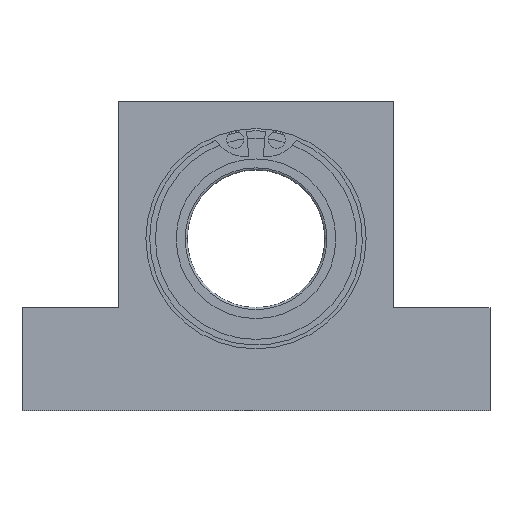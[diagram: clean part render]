
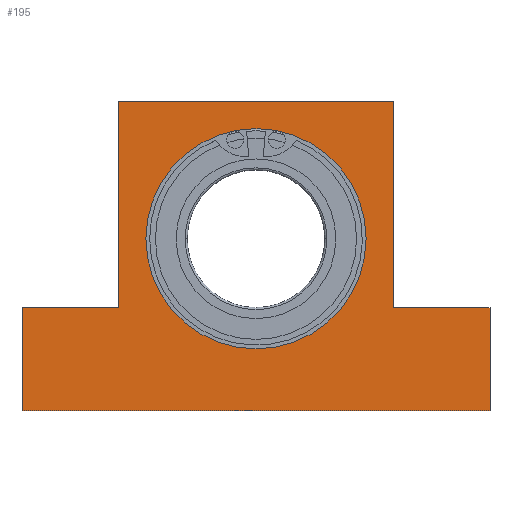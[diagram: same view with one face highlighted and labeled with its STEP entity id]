
A CAD part, top view. The second image highlights one B-rep face of the part: STEP entity #195.
In plain terms, the highlighted planar face has unit normal (0, 0, 1).
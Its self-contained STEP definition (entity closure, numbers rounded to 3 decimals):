
#195 = ADVANCED_FACE( '', ( #291, #292 ), #293, .T. );
#291 = FACE_BOUND( '', #436, .T. );
#292 = FACE_OUTER_BOUND( '', #437, .T. );
#293 = PLANE( '', #438 );
#436 = EDGE_LOOP( '', ( #707, #708 ) );
#437 = EDGE_LOOP( '', ( #709, #710, #711, #712, #713, #714, #715, #716 ) );
#438 = AXIS2_PLACEMENT_3D( '', #717, #718, #719 );
#707 = ORIENTED_EDGE( '', *, *, #1055, .T. );
#708 = ORIENTED_EDGE( '', *, *, #1021, .T. );
#709 = ORIENTED_EDGE( '', *, *, #1079, .T. );
#710 = ORIENTED_EDGE( '', *, *, #1058, .T. );
#711 = ORIENTED_EDGE( '', *, *, #1062, .T. );
#712 = ORIENTED_EDGE( '', *, *, #1065, .T. );
#713 = ORIENTED_EDGE( '', *, *, #1068, .T. );
#714 = ORIENTED_EDGE( '', *, *, #1071, .T. );
#715 = ORIENTED_EDGE( '', *, *, #1074, .T. );
#716 = ORIENTED_EDGE( '', *, *, #1077, .T. );
#717 = CARTESIAN_POINT( '', ( 0., 0., 6.5 ) );
#718 = DIRECTION( '', ( 0., 0., 1. ) );
#719 = DIRECTION( '', ( 1., 0., 0. ) );
#1021 = EDGE_CURVE( '', #1176, #1173, #1177, .T. );
#1055 = EDGE_CURVE( '', #1173, #1176, #1232, .T. );
#1058 = EDGE_CURVE( '', #1238, #1236, #1239, .T. );
#1062 = EDGE_CURVE( '', #1236, #1243, #1245, .T. );
#1065 = EDGE_CURVE( '', #1243, #1248, #1250, .T. );
#1068 = EDGE_CURVE( '', #1248, #1253, #1255, .T. );
#1071 = EDGE_CURVE( '', #1253, #1258, #1260, .T. );
#1074 = EDGE_CURVE( '', #1258, #1263, #1265, .T. );
#1077 = EDGE_CURVE( '', #1263, #1268, #1270, .T. );
#1079 = EDGE_CURVE( '', #1268, #1238, #1272, .T. );
#1173 = VERTEX_POINT( '', #1429 );
#1176 = VERTEX_POINT( '', #1433 );
#1177 = CIRCLE( '', #1434, 16. );
#1232 = CIRCLE( '', #1500, 16. );
#1236 = VERTEX_POINT( '', #1505 );
#1238 = VERTEX_POINT( '', #1508 );
#1239 = LINE( '', #1509, #1510 );
#1243 = VERTEX_POINT( '', #1516 );
#1245 = LINE( '', #1519, #1520 );
#1248 = VERTEX_POINT( '', #1524 );
#1250 = LINE( '', #1527, #1528 );
#1253 = VERTEX_POINT( '', #1532 );
#1255 = LINE( '', #1535, #1536 );
#1258 = VERTEX_POINT( '', #1540 );
#1260 = LINE( '', #1543, #1544 );
#1263 = VERTEX_POINT( '', #1548 );
#1265 = LINE( '', #1551, #1552 );
#1268 = VERTEX_POINT( '', #1556 );
#1270 = LINE( '', #1559, #1560 );
#1272 = LINE( '', #1563, #1564 );
#1429 = CARTESIAN_POINT( '', ( 0., 16., 6.5 ) );
#1433 = CARTESIAN_POINT( '', ( 0., -16., 6.5 ) );
#1434 = AXIS2_PLACEMENT_3D( '', #1750, #1751, #1752 );
#1500 = AXIS2_PLACEMENT_3D( '', #1830, #1831, #1832 );
#1505 = CARTESIAN_POINT( '', ( 34., -10., 6.5 ) );
#1508 = CARTESIAN_POINT( '', ( 34., -25., 6.5 ) );
#1509 = CARTESIAN_POINT( '', ( 34., -25., 6.5 ) );
#1510 = VECTOR( '', #1835, 1. );
#1516 = CARTESIAN_POINT( '', ( 20., -10., 6.5 ) );
#1519 = CARTESIAN_POINT( '', ( 34., -10., 6.5 ) );
#1520 = VECTOR( '', #1839, 1. );
#1524 = CARTESIAN_POINT( '', ( 20., 20., 6.5 ) );
#1527 = CARTESIAN_POINT( '', ( 20., -10., 6.5 ) );
#1528 = VECTOR( '', #1842, 1. );
#1532 = CARTESIAN_POINT( '', ( -20., 20., 6.5 ) );
#1535 = CARTESIAN_POINT( '', ( 20., 20., 6.5 ) );
#1536 = VECTOR( '', #1845, 1. );
#1540 = CARTESIAN_POINT( '', ( -20., -10., 6.5 ) );
#1543 = CARTESIAN_POINT( '', ( -20., 20., 6.5 ) );
#1544 = VECTOR( '', #1848, 1. );
#1548 = CARTESIAN_POINT( '', ( -34., -10., 6.5 ) );
#1551 = CARTESIAN_POINT( '', ( -20., -10., 6.5 ) );
#1552 = VECTOR( '', #1851, 1. );
#1556 = CARTESIAN_POINT( '', ( -34., -25., 6.5 ) );
#1559 = CARTESIAN_POINT( '', ( -34., -10., 6.5 ) );
#1560 = VECTOR( '', #1854, 1. );
#1563 = CARTESIAN_POINT( '', ( -34., -25., 6.5 ) );
#1564 = VECTOR( '', #1856, 1. );
#1750 = CARTESIAN_POINT( '', ( 0., 0., 6.5 ) );
#1751 = DIRECTION( '', ( 0., 0., -1. ) );
#1752 = DIRECTION( '', ( 0., 1., 0. ) );
#1830 = CARTESIAN_POINT( '', ( 0., 0., 6.5 ) );
#1831 = DIRECTION( '', ( 0., 0., -1. ) );
#1832 = DIRECTION( '', ( 0., 1., 0. ) );
#1835 = DIRECTION( '', ( 0., 1., 0. ) );
#1839 = DIRECTION( '', ( -1., 0., 0. ) );
#1842 = DIRECTION( '', ( 0., 1., 0. ) );
#1845 = DIRECTION( '', ( -1., 0., 0. ) );
#1848 = DIRECTION( '', ( 0., -1., 0. ) );
#1851 = DIRECTION( '', ( -1., 0., 0. ) );
#1854 = DIRECTION( '', ( 0., -1., 0. ) );
#1856 = DIRECTION( '', ( 1., 0., 0. ) );
